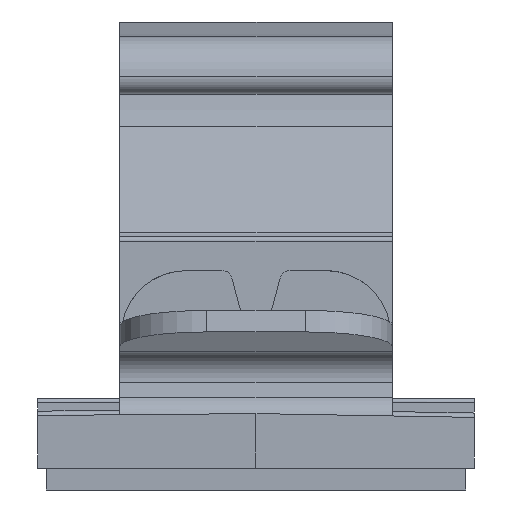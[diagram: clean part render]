
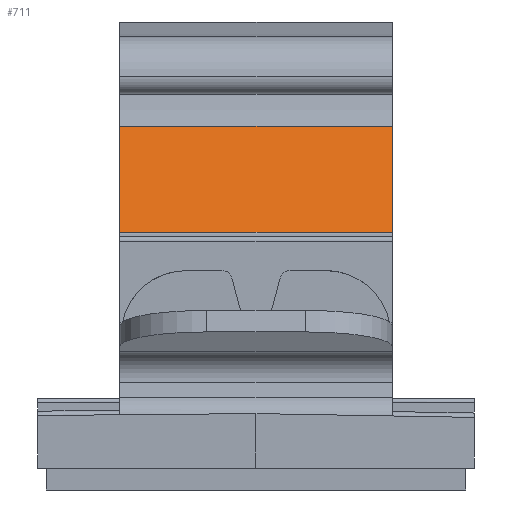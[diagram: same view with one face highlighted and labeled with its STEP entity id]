
A CAD part, left-side view. The second image highlights one B-rep face of the part: STEP entity #711.
In plain terms, the highlighted planar face has unit normal (-0.598, 0, 0.802).
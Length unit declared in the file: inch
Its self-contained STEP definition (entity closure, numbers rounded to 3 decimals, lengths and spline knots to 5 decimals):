
#711=ADVANCED_FACE('',(#1265),#926,.F.);
#926=PLANE('',#8171);
#1265=FACE_OUTER_BOUND('',#1702,.T.);
#1702=EDGE_LOOP('',(#4167,#4168,#4169,#4170));
#4167=ORIENTED_EDGE('',*,*,#6239,.T.);
#4168=ORIENTED_EDGE('',*,*,#5284,.T.);
#4169=ORIENTED_EDGE('',*,*,#6240,.T.);
#4170=ORIENTED_EDGE('',*,*,#5414,.F.);
#4562=VERTEX_POINT('',#10480);
#4563=VERTEX_POINT('',#10482);
#4692=VERTEX_POINT('',#10777);
#4693=VERTEX_POINT('',#10779);
#5284=EDGE_CURVE('',#4563,#4562,#6386,.T.);
#5414=EDGE_CURVE('',#4692,#4693,#6432,.T.);
#6239=EDGE_CURVE('',#4692,#4563,#6819,.T.);
#6240=EDGE_CURVE('',#4562,#4693,#6820,.T.);
#6386=LINE('',#10481,#6927);
#6432=LINE('',#10778,#6973);
#6819=LINE('',#14168,#7360);
#6820=LINE('',#14170,#7361);
#6927=VECTOR('',#8294,1.);
#6973=VECTOR('',#8506,1.);
#7360=VECTOR('',#10131,1.);
#7361=VECTOR('',#10134,1.);
#8171=AXIS2_PLACEMENT_3D('',#14171,#10135,#10136);
#8294=DIRECTION('',(-0.802,0.,-0.598));
#8506=DIRECTION('',(-0.802,0.,-0.598));
#10131=DIRECTION('',(0.,1.,0.));
#10134=DIRECTION('',(0.,-1.,0.));
#10135=DIRECTION('',(0.598,0.,-0.802));
#10136=DIRECTION('',(-0.802,0.,-0.598));
#10480=CARTESIAN_POINT('',(-0.49572,0.5625,-0.43062));
#10481=CARTESIAN_POINT('',(-0.16909,0.5625,-0.1872));
#10482=CARTESIAN_POINT('',(-0.16909,0.5625,-0.1872));
#10777=CARTESIAN_POINT('',(-0.16909,-0.0625,-0.1872));
#10778=CARTESIAN_POINT('',(-0.16909,-0.0625,-0.1872));
#10779=CARTESIAN_POINT('',(-0.49572,-0.0625,-0.43062));
#14168=CARTESIAN_POINT('',(-0.16909,-0.0625,-0.1872));
#14170=CARTESIAN_POINT('',(-0.49572,-0.0625,-0.43062));
#14171=CARTESIAN_POINT('',(-0.16909,-0.0625,-0.1872));
